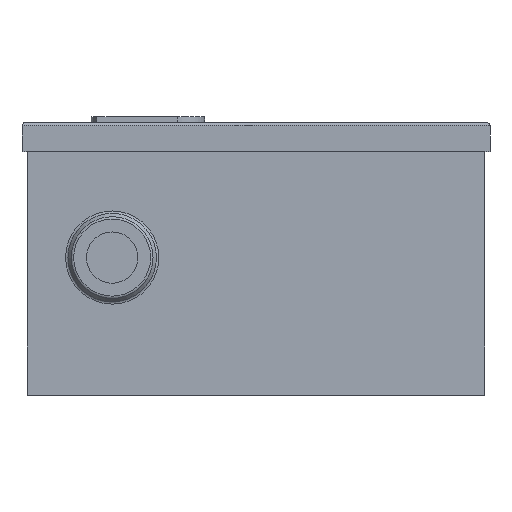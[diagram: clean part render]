
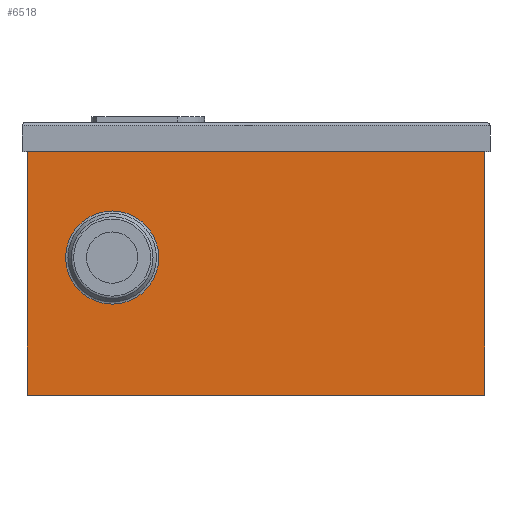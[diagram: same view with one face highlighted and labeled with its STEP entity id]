
A CAD part, front view. The second image highlights one B-rep face of the part: STEP entity #6518.
In plain terms, the highlighted planar face has unit normal (0, -1, 0).
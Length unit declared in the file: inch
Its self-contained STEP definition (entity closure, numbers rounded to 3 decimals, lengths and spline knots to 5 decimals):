
#933 = DIRECTION ( 'NONE',  ( 0., 0., -1. ) ) ;
#1860 = EDGE_CURVE ( 'NONE', #29249, #15304, #12478, .T. ) ;
#2344 = CARTESIAN_POINT ( 'NONE',  ( -3.14528, -14.75, -0.96311 ) ) ;
#2373 = FACE_OUTER_BOUND ( 'NONE', #2507, .T. ) ;
#2507 = EDGE_LOOP ( 'NONE', ( #30685, #26424, #24705, #29886 ) ) ;
#3442 = EDGE_CURVE ( 'NONE', #15187, #22948, #8608, .T. ) ;
#4720 = FACE_BOUND ( 'NONE', #26020, .T. ) ;
#4882 = DIRECTION ( 'NONE',  ( 0., 0., -1. ) ) ;
#5367 = CARTESIAN_POINT ( 'NONE',  ( -5., -14.75, -2.95276 ) ) ;
#6518 = ADVANCED_FACE ( 'NONE', ( #4720, #2373 ), #17082, .T. ) ;
#7825 = EDGE_CURVE ( 'NONE', #23772, #23772, #10907, .T. ) ;
#8046 = LINE ( 'NONE', #22116, #27412 ) ;
#8608 = LINE ( 'NONE', #10808, #28784 ) ;
#9453 = LINE ( 'NONE', #25688, #20177 ) ;
#10048 = DIRECTION ( 'NONE',  ( 0., 1., 0. ) ) ;
#10215 = ORIENTED_EDGE ( 'NONE', *, *, #7825, .T. ) ;
#10808 = CARTESIAN_POINT ( 'NONE',  ( -5., -14.75, 2.91339 ) ) ;
#10907 = CIRCLE ( 'NONE', #14432, 1.01862 ) ;
#12478 = LINE ( 'NONE', #24347, #28687 ) ;
#13251 = CARTESIAN_POINT ( 'NONE',  ( 5., -14.75, 2.37402 ) ) ;
#13541 = CARTESIAN_POINT ( 'NONE',  ( -5., -14.75, 2.37402 ) ) ;
#14432 = AXIS2_PLACEMENT_3D ( 'NONE', #21345, #10048, #30414 ) ;
#15187 = VERTEX_POINT ( 'NONE', #13541 ) ;
#15304 = VERTEX_POINT ( 'NONE', #18553 ) ;
#15786 = EDGE_CURVE ( 'NONE', #15304, #22948, #9453, .T. ) ;
#17082 = PLANE ( 'NONE',  #18945 ) ;
#18553 = CARTESIAN_POINT ( 'NONE',  ( 5., -14.75, -2.95276 ) ) ;
#18945 = AXIS2_PLACEMENT_3D ( 'NONE', #28938, #21921, #4882 ) ;
#19506 = DIRECTION ( 'NONE',  ( 0., 0., -1. ) ) ;
#20177 = VECTOR ( 'NONE', #21318, 39.37008 ) ;
#21254 = EDGE_CURVE ( 'NONE', #29249, #15187, #8046, .T. ) ;
#21318 = DIRECTION ( 'NONE',  ( -1., 0., 0. ) ) ;
#21345 = CARTESIAN_POINT ( 'NONE',  ( -3.14528, -14.75, 0.05551 ) ) ;
#21921 = DIRECTION ( 'NONE',  ( 0., -1., 0. ) ) ;
#22116 = CARTESIAN_POINT ( 'NONE',  ( 5., -14.75, 2.37402 ) ) ;
#22948 = VERTEX_POINT ( 'NONE', #5367 ) ;
#23772 = VERTEX_POINT ( 'NONE', #2344 ) ;
#24347 = CARTESIAN_POINT ( 'NONE',  ( 5., -14.75, 2.91339 ) ) ;
#24705 = ORIENTED_EDGE ( 'NONE', *, *, #3442, .T. ) ;
#25688 = CARTESIAN_POINT ( 'NONE',  ( 5., -14.75, -2.95276 ) ) ;
#26020 = EDGE_LOOP ( 'NONE', ( #10215 ) ) ;
#26424 = ORIENTED_EDGE ( 'NONE', *, *, #21254, .T. ) ;
#26823 = DIRECTION ( 'NONE',  ( -1., 0., 0. ) ) ;
#27412 = VECTOR ( 'NONE', #26823, 39.37008 ) ;
#28687 = VECTOR ( 'NONE', #19506, 39.37008 ) ;
#28784 = VECTOR ( 'NONE', #933, 39.37008 ) ;
#28938 = CARTESIAN_POINT ( 'NONE',  ( 5., -14.75, 2.91339 ) ) ;
#29249 = VERTEX_POINT ( 'NONE', #13251 ) ;
#29886 = ORIENTED_EDGE ( 'NONE', *, *, #15786, .F. ) ;
#30414 = DIRECTION ( 'NONE',  ( 0., 0., -1. ) ) ;
#30685 = ORIENTED_EDGE ( 'NONE', *, *, #1860, .F. ) ;
